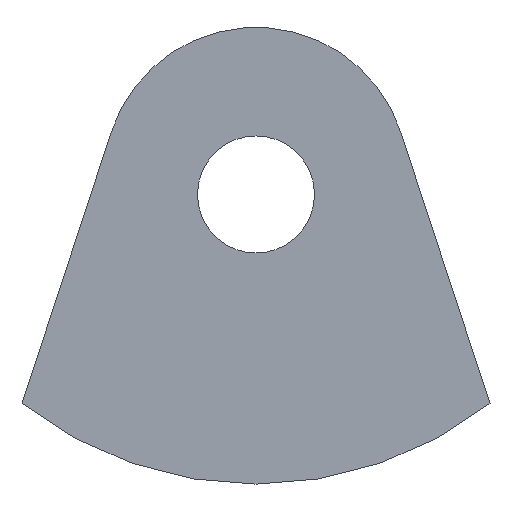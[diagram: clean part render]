
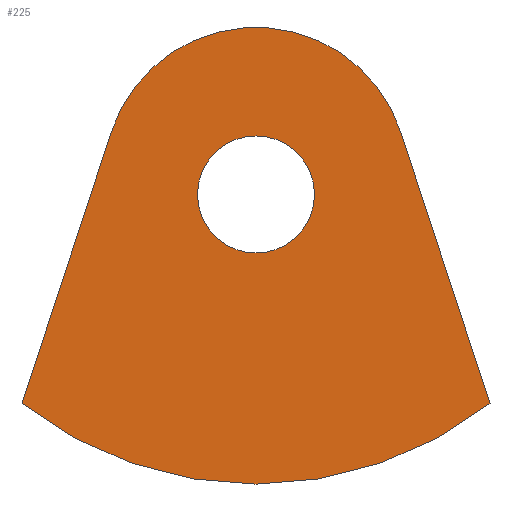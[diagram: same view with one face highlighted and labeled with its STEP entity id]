
A CAD part, front view. The second image highlights one B-rep face of the part: STEP entity #225.
In plain terms, the highlighted planar face has unit normal (0, -1, 0).
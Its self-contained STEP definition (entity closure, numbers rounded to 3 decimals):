
#5 = DIRECTION ( 'NONE',  ( 0., 0., -1. ) ) ;
#7 = CARTESIAN_POINT ( 'NONE',  ( 0., -3.25, 1.23 ) ) ;
#9 = DIRECTION ( 'NONE',  ( 0., 0., -1. ) ) ;
#16 = DIRECTION ( 'NONE',  ( 0., 1., 0. ) ) ;
#19 = ORIENTED_EDGE ( 'NONE', *, *, #23, .F. ) ;
#20 = VERTEX_POINT ( 'NONE', #348 ) ;
#23 = EDGE_CURVE ( 'NONE', #124, #42, #325, .T. ) ;
#31 = FACE_OUTER_BOUND ( 'NONE', #101, .T. ) ;
#32 = CARTESIAN_POINT ( 'NONE',  ( -6.5, -3.25, 0. ) ) ;
#34 = CIRCLE ( 'NONE', #66, 6.842 ) ;
#42 = VERTEX_POINT ( 'NONE', #47 ) ;
#47 = CARTESIAN_POINT ( 'NONE',  ( 10.5, -3.25, -12.171 ) ) ;
#66 = AXIS2_PLACEMENT_3D ( 'NONE', #164, #16, #197 ) ;
#71 = DIRECTION ( 'NONE',  ( 0.312, 0., -0.95 ) ) ;
#80 = CARTESIAN_POINT ( 'NONE',  ( 0., -3.25, -2.794 ) ) ;
#93 = CIRCLE ( 'NONE', #196, 2.625 ) ;
#99 = FACE_BOUND ( 'NONE', #254, .T. ) ;
#101 = EDGE_LOOP ( 'NONE', ( #234, #292, #144, #157, #19 ) ) ;
#106 = CARTESIAN_POINT ( 'NONE',  ( 0., -3.25, -2.794 ) ) ;
#107 = DIRECTION ( 'NONE',  ( 0., 1., 0. ) ) ;
#112 = CARTESIAN_POINT ( 'NONE',  ( 0., -3.25, 1.23 ) ) ;
#115 = ORIENTED_EDGE ( 'NONE', *, *, #200, .F. ) ;
#124 = VERTEX_POINT ( 'NONE', #214 ) ;
#144 = ORIENTED_EDGE ( 'NONE', *, *, #301, .F. ) ;
#146 = AXIS2_PLACEMENT_3D ( 'NONE', #112, #252, #335 ) ;
#156 = CIRCLE ( 'NONE', #339, 17.024 ) ;
#157 = ORIENTED_EDGE ( 'NONE', *, *, #309, .F. ) ;
#158 = DIRECTION ( 'NONE',  ( 0., 0., 1. ) ) ;
#163 = VECTOR ( 'NONE', #71, 1000. ) ;
#164 = CARTESIAN_POINT ( 'NONE',  ( 0., -3.25, -2.136 ) ) ;
#184 = CARTESIAN_POINT ( 'NONE',  ( 0., -3.25, -15.794 ) ) ;
#191 = PLANE ( 'NONE',  #243 ) ;
#196 = AXIS2_PLACEMENT_3D ( 'NONE', #80, #247, #5 ) ;
#197 = DIRECTION ( 'NONE',  ( 0., 0., 1. ) ) ;
#200 = EDGE_CURVE ( 'NONE', #261, #20, #93, .T. ) ;
#205 = VERTEX_POINT ( 'NONE', #217 ) ;
#210 = CARTESIAN_POINT ( 'NONE',  ( 6.5, -3.25, 0. ) ) ;
#213 = CARTESIAN_POINT ( 'NONE',  ( -6.5, -3.25, 0. ) ) ;
#214 = CARTESIAN_POINT ( 'NONE',  ( 6.5, -3.25, 0. ) ) ;
#217 = CARTESIAN_POINT ( 'NONE',  ( -10.5, -3.25, -12.171 ) ) ;
#220 = DIRECTION ( 'NONE',  ( 0., 1., 0. ) ) ;
#221 = DIRECTION ( 'NONE',  ( 0., 0., 1. ) ) ;
#225 = ADVANCED_FACE ( 'NONE', ( #99, #31 ), #191, .F. ) ;
#227 = VERTEX_POINT ( 'NONE', #213 ) ;
#229 = AXIS2_PLACEMENT_3D ( 'NONE', #106, #330, #9 ) ;
#233 = LINE ( 'NONE', #32, #264 ) ;
#234 = ORIENTED_EDGE ( 'NONE', *, *, #347, .F. ) ;
#241 = CARTESIAN_POINT ( 'NONE',  ( 0., -3.25, -2.136 ) ) ;
#243 = AXIS2_PLACEMENT_3D ( 'NONE', #241, #107, #158 ) ;
#247 = DIRECTION ( 'NONE',  ( 0., -1., 0. ) ) ;
#252 = DIRECTION ( 'NONE',  ( 0., 1., 0. ) ) ;
#254 = EDGE_LOOP ( 'NONE', ( #115, #286 ) ) ;
#256 = EDGE_CURVE ( 'NONE', #205, #227, #233, .T. ) ;
#261 = VERTEX_POINT ( 'NONE', #331 ) ;
#264 = VECTOR ( 'NONE', #293, 1000. ) ;
#273 = EDGE_CURVE ( 'NONE', #20, #261, #306, .T. ) ;
#286 = ORIENTED_EDGE ( 'NONE', *, *, #273, .F. ) ;
#287 = VERTEX_POINT ( 'NONE', #184 ) ;
#292 = ORIENTED_EDGE ( 'NONE', *, *, #256, .F. ) ;
#293 = DIRECTION ( 'NONE',  ( 0.312, 0., 0.95 ) ) ;
#301 = EDGE_CURVE ( 'NONE', #287, #205, #310, .T. ) ;
#306 = CIRCLE ( 'NONE', #229, 2.625 ) ;
#309 = EDGE_CURVE ( 'NONE', #42, #287, #156, .T. ) ;
#310 = CIRCLE ( 'NONE', #146, 17.024 ) ;
#325 = LINE ( 'NONE', #210, #163 ) ;
#330 = DIRECTION ( 'NONE',  ( 0., -1., 0. ) ) ;
#331 = CARTESIAN_POINT ( 'NONE',  ( 0., -3.25, -5.419 ) ) ;
#335 = DIRECTION ( 'NONE',  ( 0., 0., 1. ) ) ;
#339 = AXIS2_PLACEMENT_3D ( 'NONE', #7, #220, #221 ) ;
#347 = EDGE_CURVE ( 'NONE', #227, #124, #34, .T. ) ;
#348 = CARTESIAN_POINT ( 'NONE',  ( 0., -3.25, -0.169 ) ) ;
